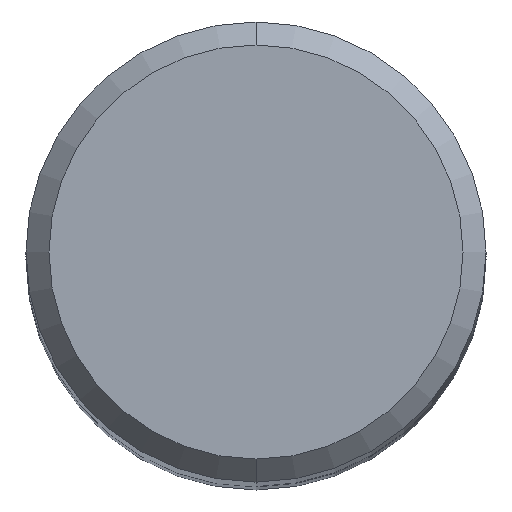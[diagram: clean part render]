
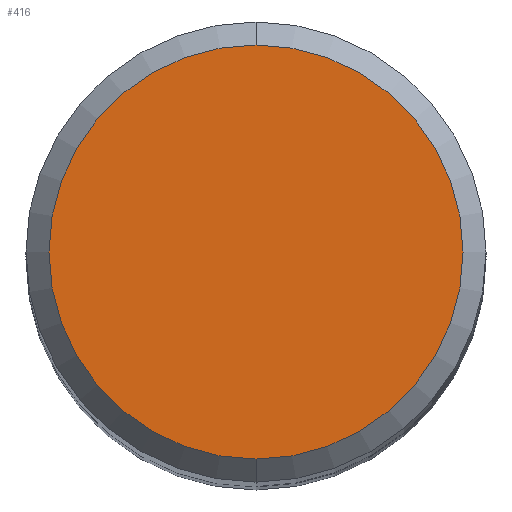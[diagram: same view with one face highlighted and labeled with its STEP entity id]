
A CAD part, top view. The second image highlights one B-rep face of the part: STEP entity #416.
In plain terms, the highlighted planar face has unit normal (0, 0, 1).
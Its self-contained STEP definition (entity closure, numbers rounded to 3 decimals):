
#232=VERTEX_POINT('',#531);
#256=EDGE_CURVE('',#402,#232,#559,.T.);
#312=EDGE_CURVE('',#232,#402,#622,.T.);
#402=VERTEX_POINT('',#718);
#416=ADVANCED_FACE('',(#735),#736,.T.);
#531=CARTESIAN_POINT('',(0.,-4.5,0.0));
#559=CIRCLE('',#953,4.5);
#622=CIRCLE('',#1069,4.5);
#718=CARTESIAN_POINT('',(0.0,4.5,0.0));
#735=FACE_OUTER_BOUND('',#1355,.T.);
#736=PLANE('',#1356);
#953=AXIS2_PLACEMENT_3D('',#1547,#1548,#1549);
#1069=AXIS2_PLACEMENT_3D('',#1631,#1632,#1633);
#1355=EDGE_LOOP('',(#1732,#1733));
#1356=AXIS2_PLACEMENT_3D('',#1734,#1735,#1736);
#1547=CARTESIAN_POINT('',(0.0,0.0,0.0));
#1548=DIRECTION('',(0.0,0.0,-1.0));
#1549=DIRECTION('',(0.0,1.0,0.0));
#1631=CARTESIAN_POINT('',(0.0,0.0,0.0));
#1632=DIRECTION('',(0.0,0.0,-1.0));
#1633=DIRECTION('',(0.0,1.0,0.0));
#1732=ORIENTED_EDGE('',*,*,#256,.F.);
#1733=ORIENTED_EDGE('',*,*,#312,.F.);
#1734=CARTESIAN_POINT('',(0.0,2.25,0.0));
#1735=DIRECTION('',(-0.0,0.0,1.0));
#1736=DIRECTION('',(0.0,-1.0,0.0));
